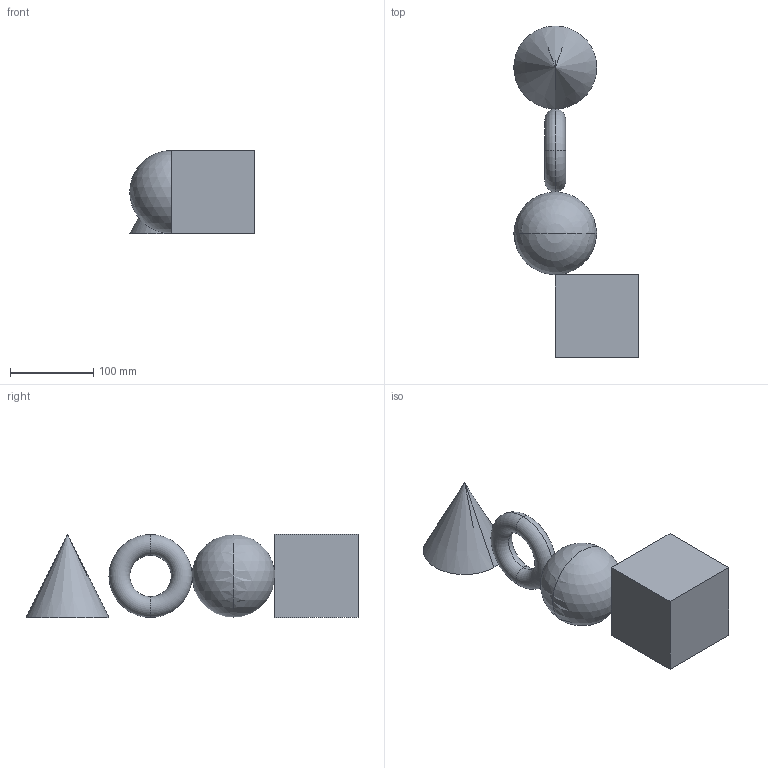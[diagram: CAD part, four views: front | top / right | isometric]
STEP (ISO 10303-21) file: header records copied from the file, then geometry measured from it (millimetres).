
FILE_DESCRIPTION(('PRESENTATION TEST CASE PR1','Model R31', 'ProSTEP Testrally No.4','CATIA model tolerance 0.02000'),'1');
FILE_NAME('Test Case','1997-02-06T12:50:49+1:00',('Helmut Kockelke'),( 'debis Systemhaus','CAD/CAM','Fasanenweg 9','D-70771 Leinfelden-Echterdingen') ,'debis Systemhaus: CATIA V4-->STEP Version 2.1.0.4','CATIA V4','L*ufer');
FILE_SCHEMA(('AUTOMOTIVE_DESIGN_CC2 { 1 2 10303 214 -1 1 5 2 }'));
Length unit declared in the file: millimetre
Products named in the file (1): PR2
Bounding box: 150 x 400 x 100 mm (x, y, z)
Volume: 1901057.6 mm3; surface area: 135337.5 mm2
Topology: 4 solids, 4 shells, 15 faces, 32 edges, 17 vertices
Faces by surface type: plane 7, torus 4, sphere 2, cone 2
Entity records: 420 total; most frequent: DIRECTION 60, CARTESIAN_POINT 54, ORIENTED_EDGE 52, EDGE_CURVE 26, SURFACE_CURVE 26, AXIS2_PLACEMENT_3D 23, VERTEX_POINT 17, ADVANCED_FACE 15
